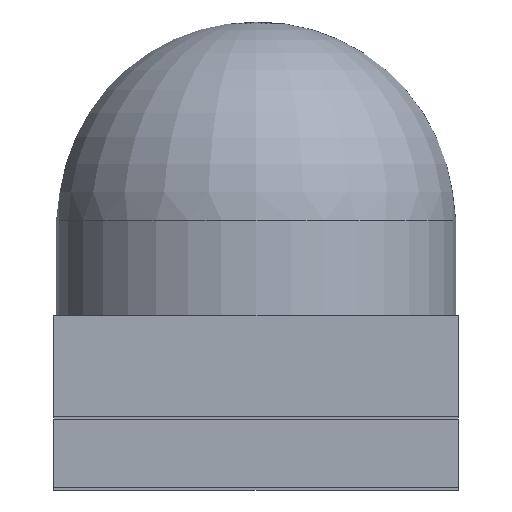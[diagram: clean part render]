
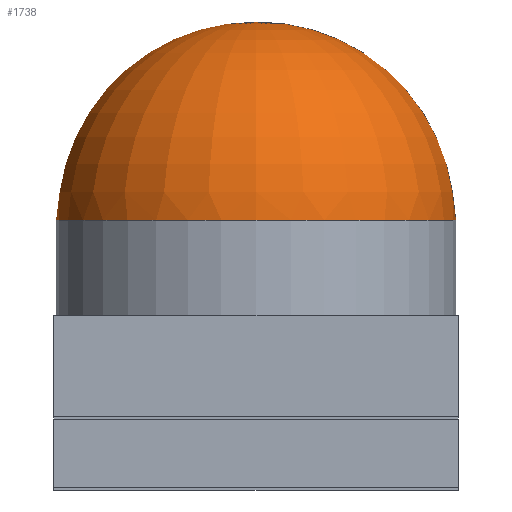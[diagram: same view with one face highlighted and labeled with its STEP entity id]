
A CAD part, left-side view. The second image highlights one B-rep face of the part: STEP entity #1738.
In plain terms, the highlighted toroidal (fillet/blend) face has major radius 0.007 mm and minor radius 0.783 mm.
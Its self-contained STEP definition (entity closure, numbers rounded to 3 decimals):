
#18=VERTEX_LOOP('',#764);
#19=DEGENERATE_TOROIDAL_SURFACE('',#1849,0.007,0.783,
 .T.);
#25=CIRCLE('',#1848,0.79);
#435=ORIENTED_EDGE('',*,*,#631,.T.);
#631=EDGE_CURVE('',#763,#763,#25,.T.);
#763=VERTEX_POINT('',#2634);
#764=VERTEX_POINT('',#2636);
#1234=EDGE_LOOP('',(#435));
#1320=FACE_BOUND('',#1234,.T.);
#1321=FACE_BOUND('',#18,.T.);
#1738=ADVANCED_FACE('',(#1320,#1321),#19,.T.);
#1848=AXIS2_PLACEMENT_3D('',#2633,#2217,#2218);
#1849=AXIS2_PLACEMENT_3D('',#2635,#2219,#2220);
#2217=DIRECTION('',(0.,0.,1.));
#2218=DIRECTION('',(1.,0.,0.));
#2219=DIRECTION('',(0.,0.,1.));
#2220=DIRECTION('',(1.,0.,0.));
#2633=CARTESIAN_POINT('',(0.,0.,0.777));
#2634=CARTESIAN_POINT('',(0.79,0.,0.777));
#2635=CARTESIAN_POINT('',(0.,0.,0.777));
#2636=CARTESIAN_POINT('',(0.,0.,1.56));
